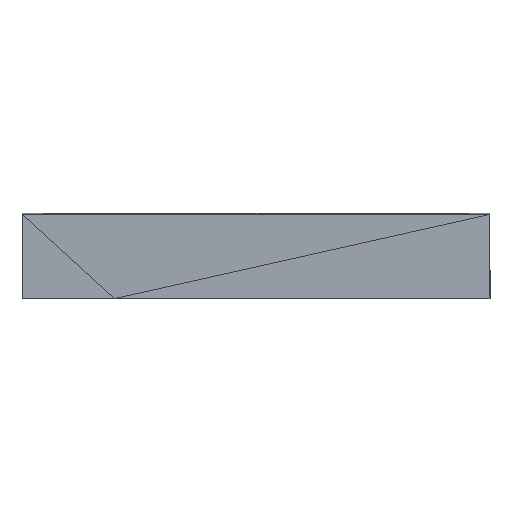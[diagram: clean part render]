
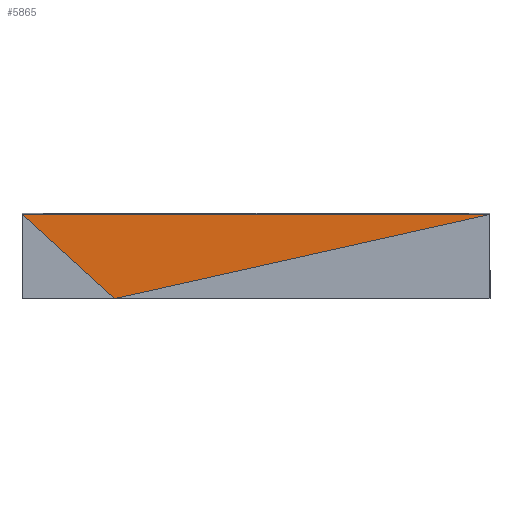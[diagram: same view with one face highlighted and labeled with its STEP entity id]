
A CAD part, left-side view. The second image highlights one B-rep face of the part: STEP entity #5865.
In plain terms, the highlighted planar face has unit normal (-1, 0, -0.003).
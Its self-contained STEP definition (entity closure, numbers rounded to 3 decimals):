
#5865 = ADVANCED_FACE('',(#5866),#5892,.T.);
#5866 = FACE_BOUND('',#5867,.T.);
#5867 = EDGE_LOOP('',(#5868,#5878,#5886));
#5868 = ORIENTED_EDGE('',*,*,#5869,.T.);
#5869 = EDGE_CURVE('',#5870,#5872,#5874,.T.);
#5870 = VERTEX_POINT('',#5871);
#5871 = CARTESIAN_POINT('',(-9.594,5.748,
    -3.478));
#5872 = VERTEX_POINT('',#5873);
#5873 = CARTESIAN_POINT('',(-9.606,-9.658,
    -0.025));
#5874 = LINE('',#5875,#5876);
#5875 = CARTESIAN_POINT('',(-9.594,5.748,
    -3.478));
#5876 = VECTOR('',#5877,1.);
#5877 = DIRECTION('',(-0.001,-0.976,0.219
    ));
#5878 = ORIENTED_EDGE('',*,*,#5879,.F.);
#5879 = EDGE_CURVE('',#5880,#5872,#5882,.T.);
#5880 = VERTEX_POINT('',#5881);
#5881 = CARTESIAN_POINT('',(-9.606,9.542,
    -0.025));
#5882 = LINE('',#5883,#5884);
#5883 = CARTESIAN_POINT('',(-9.606,9.542,
    -0.025));
#5884 = VECTOR('',#5885,1.);
#5885 = DIRECTION('',(0.,-1.,0.));
#5886 = ORIENTED_EDGE('',*,*,#5887,.T.);
#5887 = EDGE_CURVE('',#5880,#5870,#5888,.T.);
#5888 = LINE('',#5889,#5890);
#5889 = CARTESIAN_POINT('',(-9.606,9.542,
    -0.025));
#5890 = VECTOR('',#5891,1.);
#5891 = DIRECTION('',(0.002,-0.74,-0.673
    ));
#5892 = PLANE('',#5893);
#5893 = AXIS2_PLACEMENT_3D('',#5894,#5895,#5896);
#5894 = CARTESIAN_POINT('',(-9.603,0.18,
    -0.925));
#5895 = DIRECTION('',(-1.,-0.,-0.003));
#5896 = DIRECTION('',(0.003,0.,-1.));
